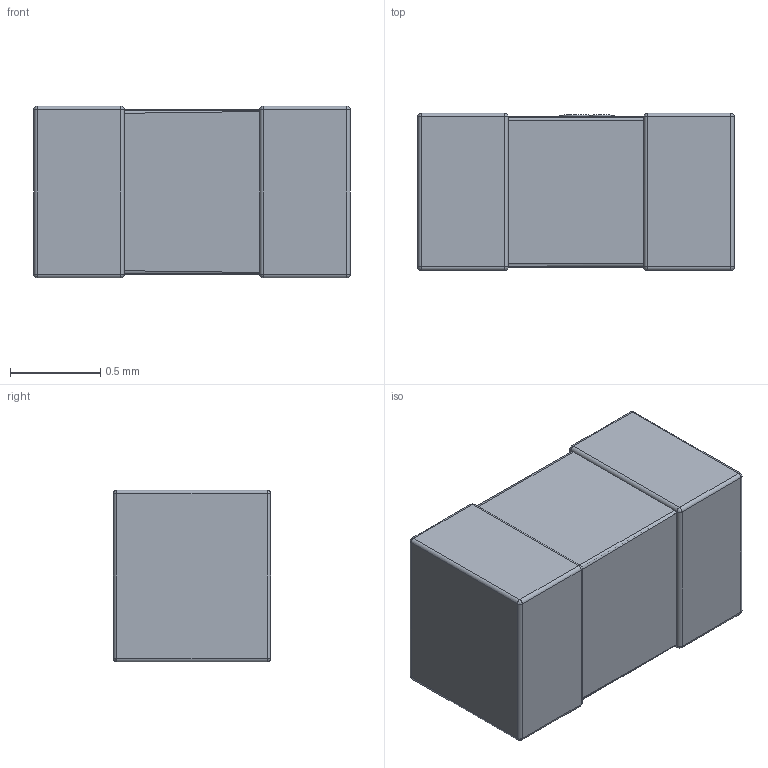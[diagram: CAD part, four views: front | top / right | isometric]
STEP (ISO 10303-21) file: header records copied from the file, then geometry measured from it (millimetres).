
FILE_DESCRIPTION (( 'STEP AP214' ), '1' );
FILE_NAME ('Capañitor Ceramic SMD-0603 v2.step', '2018-02-09T13:18:41', ( '' ), ( '' ), 'SwSTEP 2.0', 'SolidWorks 2016', '' );
FILE_SCHEMA (( 'AUTOMOTIVE_DESIGN' ));
Length unit declared in the file: millimetre
Products named in the file (1): Capañitor Ceramic SMD-0603 v2
Bounding box: 1.75 x 0.87 x 0.95 mm (x, y, z)
Volume: 1.4 mm3; surface area: 8.1 mm2
Topology: 5 solids, 5 shells, 127 faces, 303 edges, 170 vertices
Faces by surface type: bspline 65, cylinder 36, plane 26
Entity records: 7256 total; most frequent: CARTESIAN_POINT 4004, ORIENTED_EDGE 574, DIRECTION 347, EDGE_CURVE 287, VERTEX_POINT 170, EDGE_LOOP 133, FACE_OUTER_BOUND 127, ADVANCED_FACE 127
